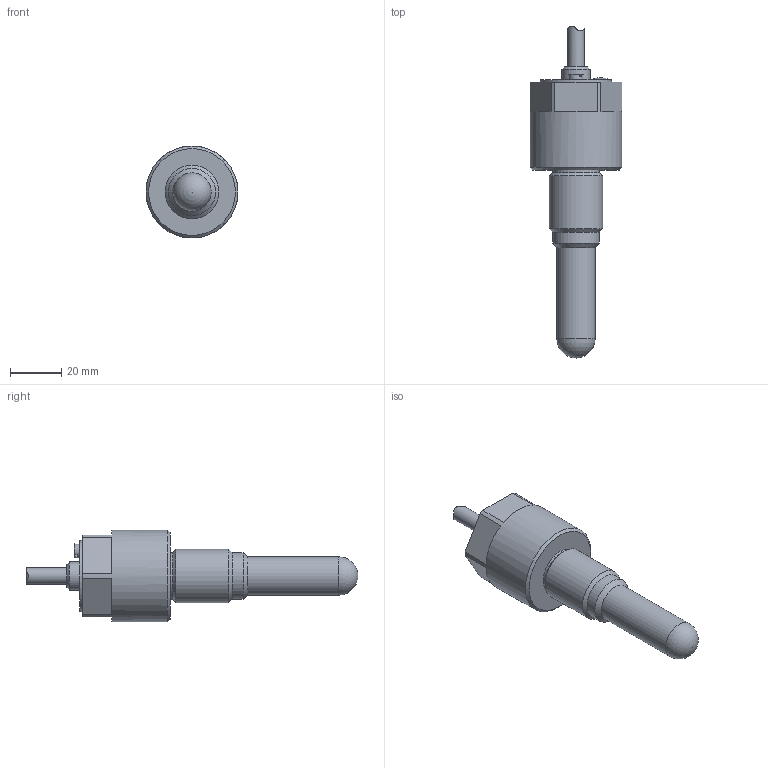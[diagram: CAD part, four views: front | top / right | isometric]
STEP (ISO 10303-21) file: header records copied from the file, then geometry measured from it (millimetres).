
FILE_DESCRIPTION(/* description */ (''),/* implementation_level */ '2;1');
FILE_NAME(/* name */ 'KA1426_Shrinkwrap_1.stp',/* time_stamp */ '2021-09-02T12:29:04+02:00',/* author */ ('Krieger Anja'),/* organization */ (''),/* preprocessor_version */ 'ST-DEVELOPER v18.1',/* originating_system */ 'Autodesk Inventor 2021',/* authorisation */ '');
FILE_SCHEMA (('AUTOMOTIVE_DESIGN { 1 0 10303 214 3 1 1 }'));
Length unit declared in the file: millimetre
Products named in the file (1): KA1426_Shrinkwrap_1
Bounding box: 36 x 129.98 x 36 mm (x, y, z)
Volume: 26694.6 mm3; surface area: 17705 mm2
Topology: 2 solids, 2 shells, 66 faces, 150 edges, 99 vertices
Faces by surface type: plane 30, cylinder 23, cone 8, torus 2, sphere 2, bspline 1
Full cylindrical faces by diameter (mm): 3 x2, 5.1 x1, 5.5 x1, 5.85 x2, 6 x1, 6.4 x2, 7.2 x1, 11 x1, 12.2 x1, 15 x1, 15.3 x1, 18.4 x2, 20.96 x1, 26 x1, 26.2 x1, 27.8 x1, 36 x1
Entity records: 2090 total; most frequent: CARTESIAN_POINT 399, DIRECTION 356, ORIENTED_EDGE 294, EDGE_CURVE 147, AXIS2_PLACEMENT_3D 147, VERTEX_POINT 99, CIRCLE 81, EDGE_LOOP 80
